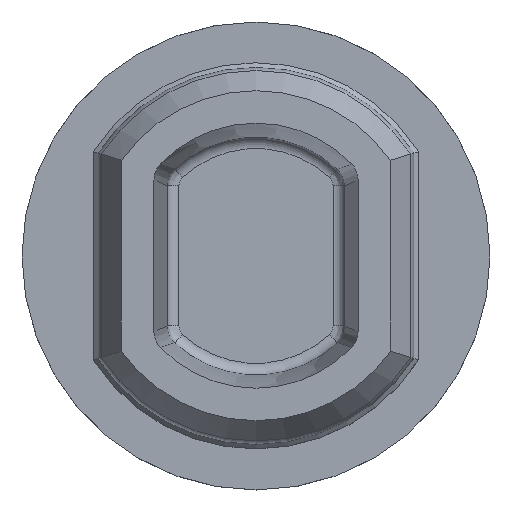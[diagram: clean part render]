
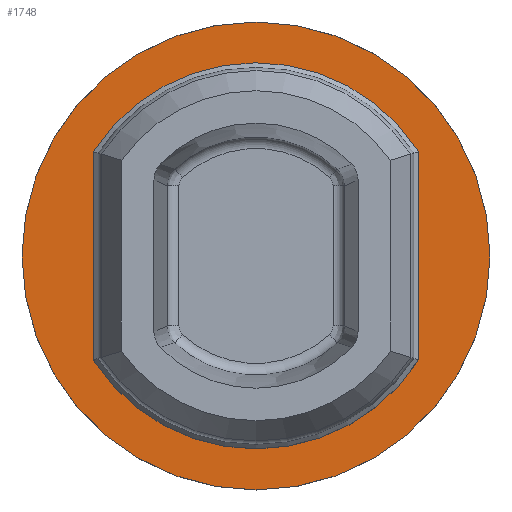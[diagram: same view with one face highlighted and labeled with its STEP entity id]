
A CAD part, top view. The second image highlights one B-rep face of the part: STEP entity #1748.
In plain terms, the highlighted planar face has unit normal (0, 0, 1).
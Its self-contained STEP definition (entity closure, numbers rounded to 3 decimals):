
#527=CARTESIAN_POINT('',(0.,0.,0.));
#528=DIRECTION('',(0.,0.,-1.));
#529=DIRECTION('',(1.,0.,0.));
#530=AXIS2_PLACEMENT_3D('',#527,#528,#529);
#532=CARTESIAN_POINT('',(0.,0.,0.));
#533=DIRECTION('',(0.,0.,-1.));
#534=DIRECTION('',(-1.,0.,0.));
#535=AXIS2_PLACEMENT_3D('',#532,#533,#534);
#537=DIRECTION('',(0.,-1.,0.));
#538=VECTOR('',#537,8.773);
#539=CARTESIAN_POINT('',(-6.75,4.386,0.));
#540=LINE('',#539,#538);
#541=CARTESIAN_POINT('',(0.,0.,0.));
#542=DIRECTION('',(0.,0.,1.));
#543=DIRECTION('',(-0.839,-0.545,0.));
#544=AXIS2_PLACEMENT_3D('',#541,#542,#543);
#546=DIRECTION('',(0.,1.,0.));
#547=VECTOR('',#546,8.773);
#548=CARTESIAN_POINT('',(6.75,-4.386,0.));
#549=LINE('',#548,#547);
#550=CARTESIAN_POINT('',(0.,0.,0.));
#551=DIRECTION('',(0.,0.,1.));
#552=DIRECTION('',(0.839,0.545,0.));
#553=AXIS2_PLACEMENT_3D('',#550,#551,#552);
#980=CARTESIAN_POINT('',(-6.75,-4.386,0.));
#981=VERTEX_POINT('',#980);
#982=CARTESIAN_POINT('',(-6.75,4.386,0.));
#983=VERTEX_POINT('',#982);
#986=CARTESIAN_POINT('',(6.75,-4.386,0.));
#987=VERTEX_POINT('',#986);
#990=CARTESIAN_POINT('',(6.75,4.386,0.));
#991=VERTEX_POINT('',#990);
#992=CARTESIAN_POINT('',(10.,0.,0.));
#993=CARTESIAN_POINT('',(-10.,0.,0.));
#994=VERTEX_POINT('',#992);
#995=VERTEX_POINT('',#993);
#1731=CARTESIAN_POINT('',(0.,0.,0.));
#1732=DIRECTION('',(0.,0.,1.));
#1733=DIRECTION('',(-1.,0.,0.));
#1734=AXIS2_PLACEMENT_3D('',#1731,#1732,#1733);
#1735=PLANE('',#1734);
#1737=ORIENTED_EDGE('',*,*,#1736,.T.);
#1739=ORIENTED_EDGE('',*,*,#1738,.T.);
#1740=EDGE_LOOP('',(#1737,#1739));
#1741=FACE_OUTER_BOUND('',#1740,.F.);
#1742=ORIENTED_EDGE('',*,*,#1640,.T.);
#1743=ORIENTED_EDGE('',*,*,#1656,.T.);
#1744=ORIENTED_EDGE('',*,*,#1698,.T.);
#1745=ORIENTED_EDGE('',*,*,#1712,.T.);
#1746=EDGE_LOOP('',(#1742,#1743,#1744,#1745));
#1747=FACE_BOUND('',#1746,.F.);
#1748=ADVANCED_FACE('',(#1741,#1747),#1735,.T.);
#531=CIRCLE('',#530,10.);
#536=CIRCLE('',#535,10.);
#545=CIRCLE('',#544,8.05);
#554=CIRCLE('',#553,8.05);
#1640=EDGE_CURVE('',#983,#981,#540,.T.);
#1656=EDGE_CURVE('',#981,#987,#545,.T.);
#1698=EDGE_CURVE('',#987,#991,#549,.T.);
#1712=EDGE_CURVE('',#991,#983,#554,.T.);
#1736=EDGE_CURVE('',#994,#995,#531,.T.);
#1738=EDGE_CURVE('',#995,#994,#536,.T.);
